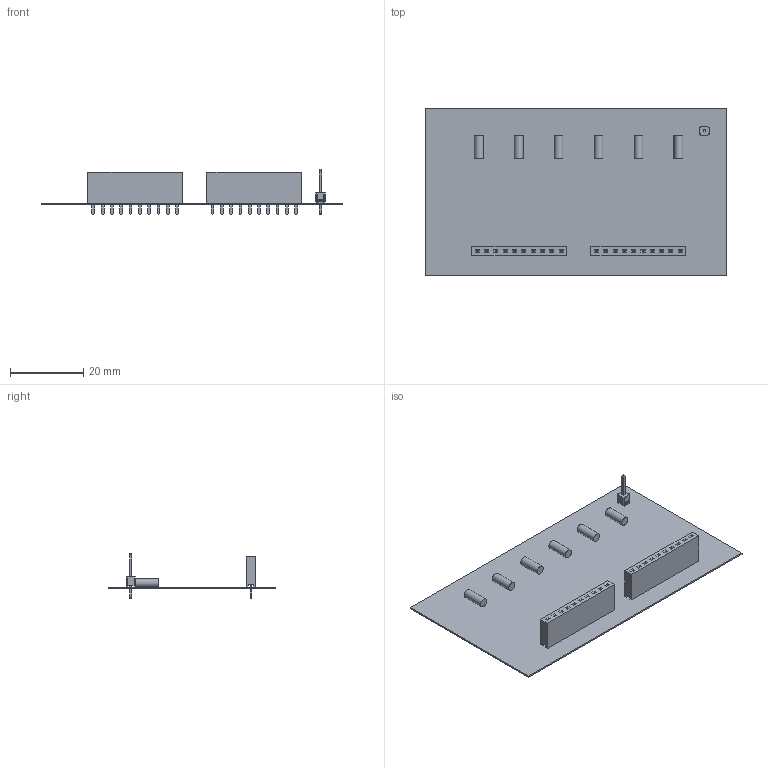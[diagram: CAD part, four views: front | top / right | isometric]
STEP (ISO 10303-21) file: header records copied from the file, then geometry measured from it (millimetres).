
FILE_DESCRIPTION(('Open CASCADE Model'),'2;1');
FILE_NAME('Open CASCADE Shape Model','2023-10-23T18:37:13',('Author'),( 'Open CASCADE'),'Open CASCADE STEP processor 7.5','Open CASCADE 7.5' ,'Unknown');
FILE_SCHEMA(('AUTOMOTIVE_DESIGN { 1 0 10303 214 1 1 1 1 }'));
Length unit declared in the file: millimetre
Products named in the file (22): PCB; Board; Open CASCADE STEP translator 7.5 3.1.1; J3; Conn_Adam_Tech_PH1-01-UA_eec; PH1-01-UA; 1; 2; Adam Tech; R6; 6162873808; Cylinder; R5; R4; R3; R2; R1; J2; 61301011821; 6130xx11821_PIN; J1
Assembly tree (36 placements, depth 5):
  PCB
    Board
      Open CASCADE STEP translator 7.5 3.1.1
    J3
      Conn_Adam_Tech_PH1-01-UA_eec
        PH1-01-UA
          1
          2
        Adam Tech
    R6
      6162873808
        Cylinder
    R5
      6162873808
        Cylinder
    R4
      6162873808
        Cylinder
    R3
      6162873808
        Cylinder
    R2
      6162873808
        Cylinder
    R1
      6162873808
        Cylinder
    J2
      61301011821
        6130xx11821_PIN  x10
        61301011821
    J1
      61301011821
        6130xx11821_PIN  x10
        61301011821
Bounding box: 82.3 x 45.85 x 12.32 mm (x, y, z)
Volume: 2744.8 mm3; surface area: 10713.5 mm2
Topology: 46 solids, 46 shells, 1053 faces, 2763 edges, 1794 vertices
Faces by surface type: plane 885, cylinder 106, extrusion 40, bspline 14, sphere 8
Full cylindrical faces by diameter (mm): 2.4 x6
Entity records: 16492 total; most frequent: CARTESIAN_POINT 2521, ORIENTED_EDGE 2170, DIRECTION 2105, EDGE_CURVE 1085, VECTOR 933, LINE 931, VERTEX_POINT 694, AXIS2_PLACEMENT_3D 586
